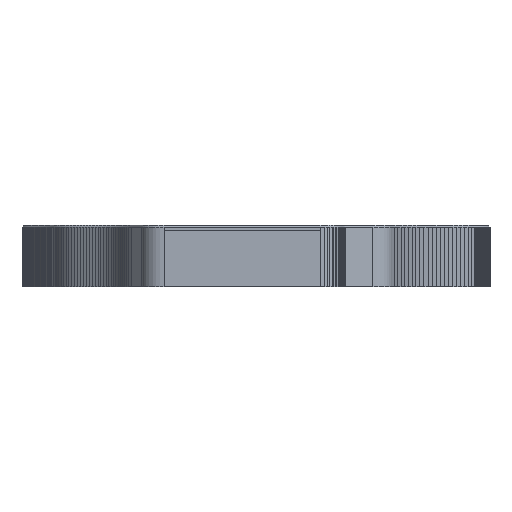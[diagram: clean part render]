
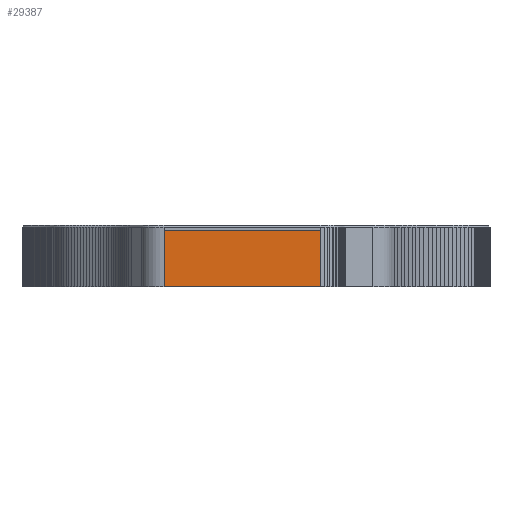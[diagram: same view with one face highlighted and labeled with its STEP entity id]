
A CAD part, left-side view. The second image highlights one B-rep face of the part: STEP entity #29387.
In plain terms, the highlighted planar face has unit normal (-1, 0, 0).
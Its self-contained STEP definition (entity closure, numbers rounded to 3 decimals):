
#1287=PLANE('',#31082);
#2844=FACE_OUTER_BOUND('',#4490,.T.);
#4490=EDGE_LOOP('',(#26660,#26661,#26662,#26663));
#6627=LINE('',#42328,#10670);
#6630=LINE('',#42333,#10673);
#6632=LINE('',#42339,#10675);
#7981=LINE('',#45163,#12024);
#10670=VECTOR('',#33967,10.);
#10673=VECTOR('',#33972,10.);
#10675=VECTOR('',#33978,10.);
#12024=VECTOR('',#36713,10.);
#14398=VERTEX_POINT('',#42325);
#14399=VERTEX_POINT('',#42327);
#14400=VERTEX_POINT('',#42331);
#14402=VERTEX_POINT('',#42337);
#17390=EDGE_CURVE('',#14398,#14399,#6627,.T.);
#17393=EDGE_CURVE('',#14398,#14400,#6630,.T.);
#17396=EDGE_CURVE('',#14400,#14402,#6632,.T.);
#18810=EDGE_CURVE('',#14402,#14399,#7981,.F.);
#26660=ORIENTED_EDGE('',*,*,#17393,.T.);
#26661=ORIENTED_EDGE('',*,*,#17396,.T.);
#26662=ORIENTED_EDGE('',*,*,#18810,.T.);
#26663=ORIENTED_EDGE('',*,*,#17390,.F.);
#29387=ADVANCED_FACE('',(#2844),#1287,.T.);
#31082=AXIS2_PLACEMENT_3D('',#46504,#37771,#37772);
#33967=DIRECTION('',(0.,0.,-1.));
#33972=DIRECTION('',(0.,1.,0.));
#33978=DIRECTION('',(0.,0.,-1.));
#36713=DIRECTION('',(0.,1.,0.));
#37771=DIRECTION('center_axis',(-1.,0.,0.));
#37772=DIRECTION('ref_axis',(0.,1.,0.));
#42325=CARTESIAN_POINT('',(-76.929,-26.106,3.235));
#42327=CARTESIAN_POINT('',(-76.929,-26.106,-9.3));
#42328=CARTESIAN_POINT('',(-76.929,-26.106,4.435));
#42331=CARTESIAN_POINT('',(-76.929,8.794,3.235));
#42333=CARTESIAN_POINT('',(-76.929,-1.489,3.235));
#42337=CARTESIAN_POINT('',(-76.929,8.794,-9.3));
#42339=CARTESIAN_POINT('',(-76.929,8.794,4.435));
#45163=CARTESIAN_POINT('',(-76.929,-18.939,-9.3));
#46504=CARTESIAN_POINT('Origin',(-76.929,-26.106,4.435));
